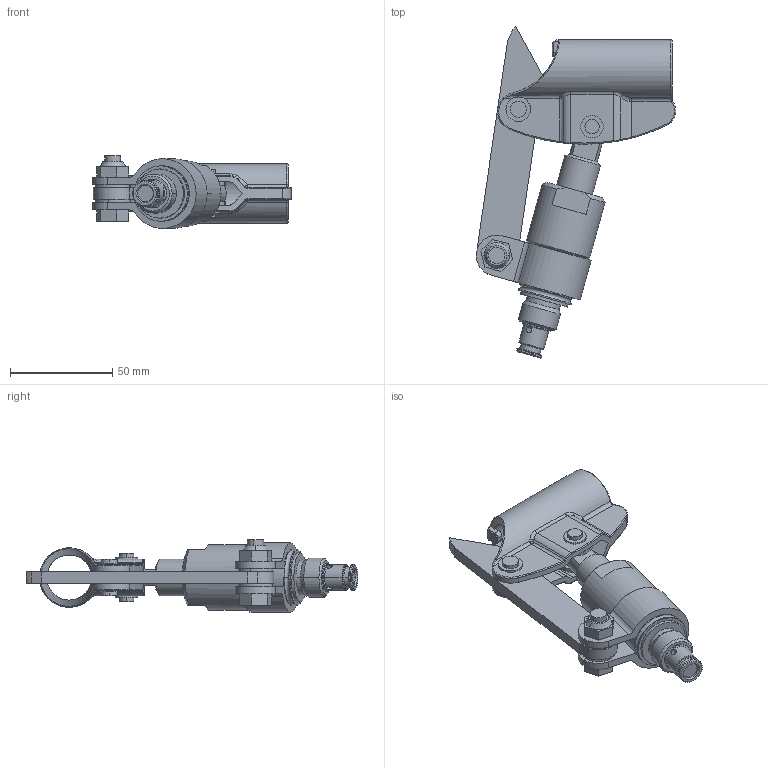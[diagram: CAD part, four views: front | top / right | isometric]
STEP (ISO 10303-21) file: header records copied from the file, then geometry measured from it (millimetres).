
FILE_DESCRIPTION((''),'2;1');
FILE_NAME('RC_3_4_16UNF','2014-05-29T',('j.slovenska'),(''),'PRO/ENGINEER BY PARAMETRIC TECHNOLOGY CORPORATION, 2013150','PRO/ENGINEER BY PARAMETRIC TECHNOLOGY CORPORATION, 2013150','');
FILE_SCHEMA(('AUTOMOTIVE_DESIGN { 1 0 10303 214 1 1 1 1 }'));
Length unit declared in the file: millimetre
Products named in the file (1): RC_3_4_16UNF
Bounding box: 97.23 x 161.97 x 35.49 mm (x, y, z)
Volume: 102712.3 mm3; surface area: 35447.1 mm2
Topology: 1 solids, 5 shells, 330 faces, 784 edges, 467 vertices
Faces by surface type: cylinder 121, plane 99, bspline 44, cone 32, torus 28, sphere 6
Entity records: 15794 total; most frequent: CARTESIAN_POINT 6675, DIRECTION 1642, ORIENTED_EDGE 1540, EDGE_CURVE 770, AXIS2_PLACEMENT_3D 665, VERTEX_POINT 463, EDGE_LOOP 361, CIRCLE 360
